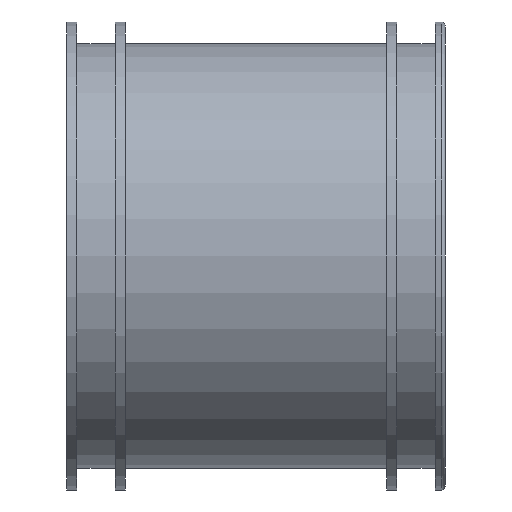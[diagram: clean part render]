
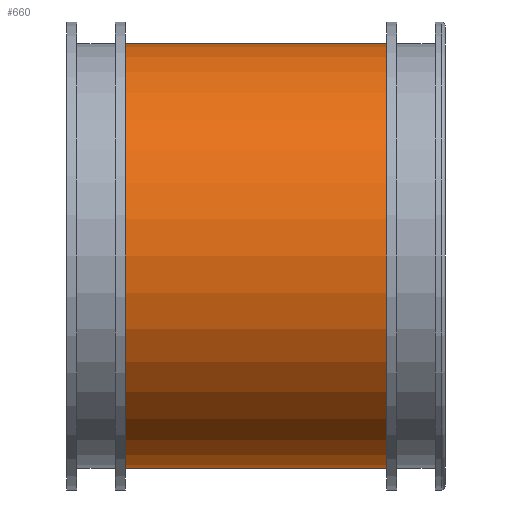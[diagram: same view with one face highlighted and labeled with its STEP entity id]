
A CAD part, front view. The second image highlights one B-rep face of the part: STEP entity #660.
In plain terms, the highlighted cylindrical face has radius 27.8 mm (diameter 55.601 mm), a partial arc.
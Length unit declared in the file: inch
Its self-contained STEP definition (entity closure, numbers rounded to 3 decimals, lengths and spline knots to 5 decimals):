
#370 = DIRECTION ( 'NONE',  ( 0., 0., 1. ) ) ;
#660 = ADVANCED_FACE ( 'NONE', ( #13184 ), #919, .T. ) ;
#919 = CYLINDRICAL_SURFACE ( 'NONE', #4960, 1.0945 ) ;
#3404 = CARTESIAN_POINT ( 'NONE',  ( 0., 0., 0. ) ) ;
#3886 = ORIENTED_EDGE ( 'NONE', *, *, #17649, .F. ) ;
#4029 = ORIENTED_EDGE ( 'NONE', *, *, #8891, .F. ) ;
#4856 = ORIENTED_EDGE ( 'NONE', *, *, #21232, .T. ) ;
#4960 = AXIS2_PLACEMENT_3D ( 'NONE', #3404, #17100, #12097 ) ;
#5939 = CARTESIAN_POINT ( 'NONE',  ( 0., 0., -1.0945 ) ) ;
#6821 = LINE ( 'NONE', #15497, #19060 ) ;
#7137 = AXIS2_PLACEMENT_3D ( 'NONE', #17174, #20303, #370 ) ;
#8410 = VERTEX_POINT ( 'NONE', #13447 ) ;
#8865 = DIRECTION ( 'NONE',  ( -1., 0., 0. ) ) ;
#8891 = EDGE_CURVE ( 'NONE', #8410, #11024, #18277, .T. ) ;
#9191 = ORIENTED_EDGE ( 'NONE', *, *, #18169, .T. ) ;
#9328 = VERTEX_POINT ( 'NONE', #17216 ) ;
#9378 = CARTESIAN_POINT ( 'NONE',  ( -0.1925, 0., -1.0945 ) ) ;
#9950 = AXIS2_PLACEMENT_3D ( 'NONE', #13443, #16986, #13516 ) ;
#11024 = VERTEX_POINT ( 'NONE', #9378 ) ;
#12097 = DIRECTION ( 'NONE',  ( 0., 0., 1. ) ) ;
#13184 = FACE_OUTER_BOUND ( 'NONE', #13773, .T. ) ;
#13443 = CARTESIAN_POINT ( 'NONE',  ( 1.1555, 0., 0. ) ) ;
#13447 = CARTESIAN_POINT ( 'NONE',  ( 1.1555, 0., -1.0945 ) ) ;
#13516 = DIRECTION ( 'NONE',  ( 0., 0., 1. ) ) ;
#13773 = EDGE_LOOP ( 'NONE', ( #4029, #9191, #4856, #3886 ) ) ;
#15497 = CARTESIAN_POINT ( 'NONE',  ( 0., 0., 1.0945 ) ) ;
#16762 = CIRCLE ( 'NONE', #9950, 1.0945 ) ;
#16804 = VERTEX_POINT ( 'NONE', #16923 ) ;
#16923 = CARTESIAN_POINT ( 'NONE',  ( -0.1925, 0., 1.0945 ) ) ;
#16986 = DIRECTION ( 'NONE',  ( -1., 0., 0. ) ) ;
#17100 = DIRECTION ( 'NONE',  ( -1., 0., 0. ) ) ;
#17174 = CARTESIAN_POINT ( 'NONE',  ( -0.1925, 0., 0. ) ) ;
#17216 = CARTESIAN_POINT ( 'NONE',  ( 1.1555, 0., 1.0945 ) ) ;
#17649 = EDGE_CURVE ( 'NONE', #11024, #16804, #18829, .T. ) ;
#18169 = EDGE_CURVE ( 'NONE', #8410, #9328, #16762, .T. ) ;
#18277 = LINE ( 'NONE', #5939, #20888 ) ;
#18829 = CIRCLE ( 'NONE', #7137, 1.0945 ) ;
#19060 = VECTOR ( 'NONE', #8865, 39.37008 ) ;
#19484 = DIRECTION ( 'NONE',  ( -1., 0., 0. ) ) ;
#20303 = DIRECTION ( 'NONE',  ( -1., 0., 0. ) ) ;
#20888 = VECTOR ( 'NONE', #19484, 39.37008 ) ;
#21232 = EDGE_CURVE ( 'NONE', #9328, #16804, #6821, .T. ) ;
